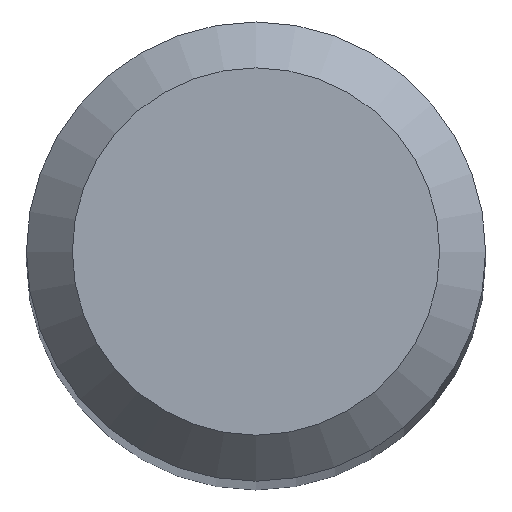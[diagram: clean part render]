
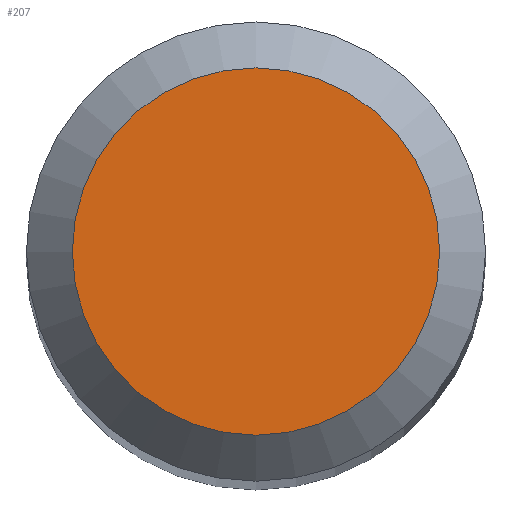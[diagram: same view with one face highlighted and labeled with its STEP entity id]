
A CAD part, top view. The second image highlights one B-rep face of the part: STEP entity #207.
In plain terms, the highlighted planar face has unit normal (0, 0, 1).
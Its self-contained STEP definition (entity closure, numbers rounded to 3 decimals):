
#4 = PLANE ( 'NONE',  #73 ) ;
#37 = DIRECTION ( 'NONE',  ( 0., 0., -1. ) ) ;
#45 = VERTEX_POINT ( 'NONE', #86 ) ;
#52 = DIRECTION ( 'NONE',  ( 0., 0., -1. ) ) ;
#72 = CARTESIAN_POINT ( 'NONE',  ( 0., 0., 38. ) ) ;
#73 = AXIS2_PLACEMENT_3D ( 'NONE', #72, #37, #102 ) ;
#80 = EDGE_LOOP ( 'NONE', ( #118 ) ) ;
#86 = CARTESIAN_POINT ( 'NONE',  ( 0., 1.2, 38. ) ) ;
#102 = DIRECTION ( 'NONE',  ( 0., 1., 0. ) ) ;
#118 = ORIENTED_EDGE ( 'NONE', *, *, #152, .F. ) ;
#119 = DIRECTION ( 'NONE',  ( 0., 1., 0. ) ) ;
#132 = CIRCLE ( 'NONE', #213, 1.2 ) ;
#152 = EDGE_CURVE ( 'NONE', #45, #45, #132, .T. ) ;
#153 = CARTESIAN_POINT ( 'NONE',  ( 0., 0., 38. ) ) ;
#207 = ADVANCED_FACE ( 'NONE', ( #209 ), #4, .F. ) ;
#209 = FACE_OUTER_BOUND ( 'NONE', #80, .T. ) ;
#213 = AXIS2_PLACEMENT_3D ( 'NONE', #153, #52, #119 ) ;
